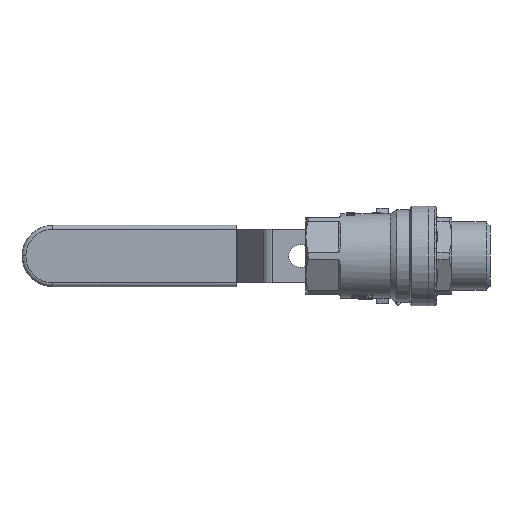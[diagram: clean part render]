
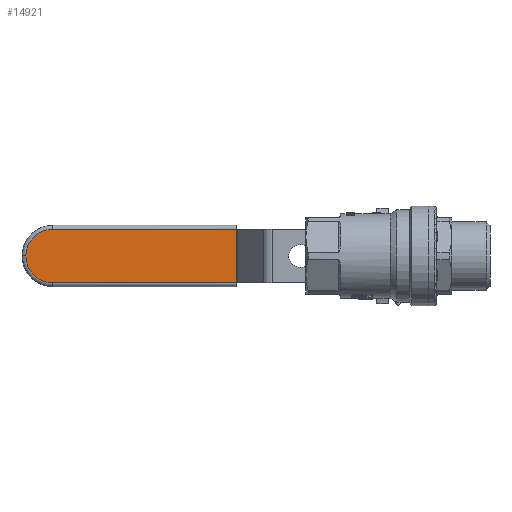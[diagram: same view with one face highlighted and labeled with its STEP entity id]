
A CAD part, front view. The second image highlights one B-rep face of the part: STEP entity #14921.
In plain terms, the highlighted planar face has unit normal (0, -1, 0).
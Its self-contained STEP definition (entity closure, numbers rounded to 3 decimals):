
#745=PLANE('',#16994);
#2490=LINE('',#26699,#3457);
#2491=LINE('',#26701,#3458);
#2492=LINE('',#26703,#3459);
#3457=VECTOR('',#21734,1000.);
#3458=VECTOR('',#21735,1000.);
#3459=VECTOR('',#21736,1000.);
#7749=ORIENTED_EDGE('',*,*,#10182,.F.);
#7750=ORIENTED_EDGE('',*,*,#10183,.F.);
#7751=ORIENTED_EDGE('',*,*,#10184,.T.);
#7752=ORIENTED_EDGE('',*,*,#10185,.F.);
#7753=ORIENTED_EDGE('',*,*,#10186,.T.);
#10182=EDGE_CURVE('',#11743,#11744,#12119,.T.);
#10183=EDGE_CURVE('',#11745,#11743,#12120,.T.);
#10184=EDGE_CURVE('',#11745,#11746,#2490,.T.);
#10185=EDGE_CURVE('',#11747,#11746,#2491,.T.);
#10186=EDGE_CURVE('',#11747,#11744,#2492,.T.);
#11743=VERTEX_POINT('',#26695);
#11744=VERTEX_POINT('',#26696);
#11745=VERTEX_POINT('',#26698);
#11746=VERTEX_POINT('',#26700);
#11747=VERTEX_POINT('',#26702);
#12119=CIRCLE('',#16995,7.);
#12120=CIRCLE('',#16996,7.);
#13024=EDGE_LOOP('',(#7749,#7750,#7751,#7752,#7753));
#13969=FACE_BOUND('',#13024,.T.);
#14921=ADVANCED_FACE('',(#13969),#745,.T.);
#16994=AXIS2_PLACEMENT_3D('',#26693,#21728,#21729);
#16995=AXIS2_PLACEMENT_3D('',#26694,#21730,#21731);
#16996=AXIS2_PLACEMENT_3D('',#26697,#21732,#21733);
#21728=DIRECTION('',(0.,-1.,0.));
#21729=DIRECTION('',(-1.,0.,0.));
#21730=DIRECTION('',(0.,1.,0.));
#21731=DIRECTION('',(1.,0.,0.));
#21732=DIRECTION('',(0.,1.,0.));
#21733=DIRECTION('',(0.,0.,1.));
#21734=DIRECTION('',(-1.,0.,0.));
#21735=DIRECTION('',(0.,0.,1.));
#21736=DIRECTION('',(1.,0.,0.));
#26693=CARTESIAN_POINT('',(87.5,39.5,-14.));
#26694=CARTESIAN_POINT('',(79.5,39.5,-14.));
#26695=CARTESIAN_POINT('',(86.5,39.5,-14.));
#26696=CARTESIAN_POINT('',(79.5,39.5,-21.));
#26697=CARTESIAN_POINT('',(79.5,39.5,-14.));
#26698=CARTESIAN_POINT('',(79.5,39.5,-7.));
#26699=CARTESIAN_POINT('',(51.854,39.5,-7.));
#26700=CARTESIAN_POINT('',(31.5,39.5,-7.));
#26701=CARTESIAN_POINT('',(31.5,39.5,-14.));
#26702=CARTESIAN_POINT('',(31.5,39.5,-21.));
#26703=CARTESIAN_POINT('',(51.853,39.5,-21.));
